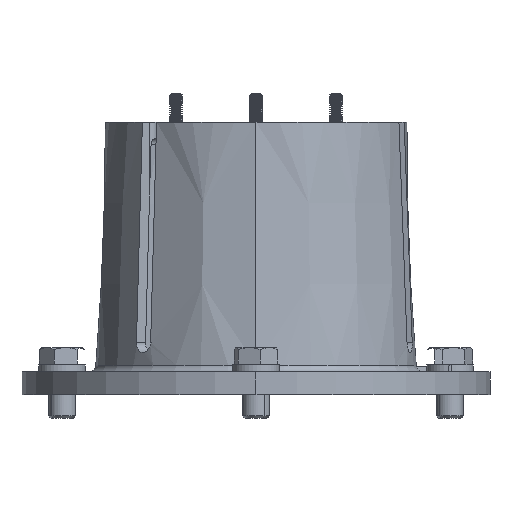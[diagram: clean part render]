
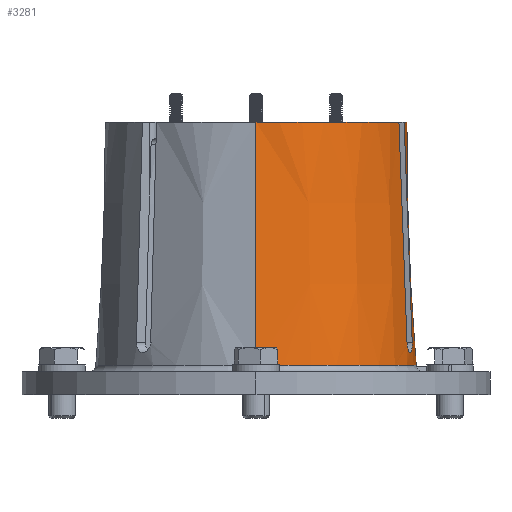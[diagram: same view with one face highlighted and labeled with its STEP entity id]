
A CAD part, front view. The second image highlights one B-rep face of the part: STEP entity #3281.
In plain terms, the highlighted conical face has half-angle 2.173 degrees and reference radius 71.705 mm.
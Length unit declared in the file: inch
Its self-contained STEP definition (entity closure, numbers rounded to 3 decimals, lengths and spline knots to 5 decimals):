
#44 = CARTESIAN_POINT ( 'NONE',  ( 2.91701, -0.62718, 0.77075 ) ) ;
#102 = CARTESIAN_POINT ( 'NONE',  ( 0., -2.82303, 5.005 ) ) ;
#119 = CARTESIAN_POINT ( 'NONE',  ( 2.86815, -0.83095, 0.70704 ) ) ;
#190 = CARTESIAN_POINT ( 'NONE',  ( 2.82357, -0.95069, 0.885 ) ) ;
#688 = CARTESIAN_POINT ( 'NONE',  ( 2.79211, -0.55403, 4.38501 ) ) ;
#911 = VERTEX_POINT ( 'NONE', #18107 ) ;
#1581 = AXIS2_PLACEMENT_3D ( 'NONE', #2845, #15106, #4618 ) ;
#1801 = CARTESIAN_POINT ( 'NONE',  ( 2.91259, -0.65207, 0.74381 ) ) ;
#1885 = ORIENTED_EDGE ( 'NONE', *, *, #12393, .T. ) ;
#1889 = CARTESIAN_POINT ( 'NONE',  ( 2.85803, -0.86311, 0.7223 ) ) ;
#2007 = EDGE_CURVE ( 'NONE', #6652, #911, #3065, .T. ) ;
#2462 = CARTESIAN_POINT ( 'NONE',  ( 2.87779, -0.57699, 2.05167 ) ) ;
#2845 = CARTESIAN_POINT ( 'NONE',  ( 0., 0., 0.46026 ) ) ;
#3065 = B_SPLINE_CURVE_WITH_KNOTS ( 'NONE', 3,
 ( #21918, #9708, #14958, #4473, #16737, #6249, #18505 ),
 .UNSPECIFIED., .F., .F.,
 ( 4, 3, 4 ),
 ( 0., 0.08896, 0.10472 ),
 .UNSPECIFIED. ) ;
#3281 = ADVANCED_FACE ( 'NONE', ( #15342 ), #4939, .T. ) ;
#3495 = CARTESIAN_POINT ( 'NONE',  ( 2.92063, -0.58847, 0.885 ) ) ;
#3588 = CARTESIAN_POINT ( 'NONE',  ( 2.9067, -0.68146, 0.72234 ) ) ;
#3655 = CARTESIAN_POINT ( 'NONE',  ( 2.84848, -0.89139, 0.74362 ) ) ;
#3899 = ORIENTED_EDGE ( 'NONE', *, *, #15653, .T. ) ;
#4473 = CARTESIAN_POINT ( 'NONE',  ( 2.69505, -0.91625, 4.38501 ) ) ;
#4554 = VERTEX_POINT ( 'NONE', #13554 ) ;
#4609 = EDGE_LOOP ( 'NONE', ( #15431, #22508, #14405, #21052, #1885, #3899, #9541, #11697 ) ) ;
#4618 = DIRECTION ( 'NONE',  ( 0., 1., 0. ) ) ;
#4939 = CONICAL_SURFACE ( 'NONE', #21820, 2.82303, 0.038 ) ;
#5347 = CARTESIAN_POINT ( 'NONE',  ( 2.89943, -0.71417, 0.70714 ) ) ;
#5420 = CARTESIAN_POINT ( 'NONE',  ( 2.83983, -0.91523, 0.77058 ) ) ;
#5449 = CARTESIAN_POINT ( 'NONE',  ( 0., 0., 5.005 ) ) ;
#5906 = EDGE_CURVE ( 'NONE', #7644, #7068, #7852, .T. ) ;
#6197 = CIRCLE ( 'NONE', #14646, 2.82303 ) ;
#6249 = CARTESIAN_POINT ( 'NONE',  ( 2.67987, -0.91218, 4.79834 ) ) ;
#6652 = VERTEX_POINT ( 'NONE', #19698 ) ;
#6706 = B_SPLINE_CURVE_WITH_KNOTS ( 'NONE', 3,
 ( #3495, #10484, #7033, #19253, #8790, #21008, #10555, #44, #12296, #1801, #14083, #3588, #15810, #5347, #17589, #7116, #19322, #8870, #21092, #10622, #119, #12376, #1889, #14152, #3655, #15884, #5420, #17665, #7189, #19397, #8939, #21160, #10701, #190 ),
 .UNSPECIFIED., .F., .F.,
 ( 4, 2, 2, 2, 2, 2, 2, 2, 2, 2, 2, 2, 2, 2, 2, 2, 4 ),
 ( 0., 0.00093, 0.00186, 0.00279, 0.00373, 0.00466, 0.00559, 0.00652, 0.00745, 0.00838, 0.00931, 0.01025, 0.01118, 0.01211, 0.01304, 0.01397, 0.0149 ),
 .UNSPECIFIED. ) ;
#7033 = CARTESIAN_POINT ( 'NONE',  ( 2.92129, -0.5899, 0.86043 ) ) ;
#7060 = EDGE_CURVE ( 'NONE', #8582, #4554, #16460, .T. ) ;
#7068 = VERTEX_POINT ( 'NONE', #8921 ) ;
#7116 = CARTESIAN_POINT ( 'NONE',  ( 2.89091, -0.7492, 0.6987 ) ) ;
#7189 = CARTESIAN_POINT ( 'NONE',  ( 2.83265, -0.93344, 0.80182 ) ) ;
#7218 = DIRECTION ( 'NONE',  ( 0., 1., 0. ) ) ;
#7644 = VERTEX_POINT ( 'NONE', #13164 ) ;
#7688 = CARTESIAN_POINT ( 'NONE',  ( 2.77693, -0.54996, 4.79834 ) ) ;
#7852 = LINE ( 'NONE', #10288, #21781 ) ;
#8582 = VERTEX_POINT ( 'NONE', #19926 ) ;
#8790 = CARTESIAN_POINT ( 'NONE',  ( 2.92094, -0.59847, 0.82457 ) ) ;
#8870 = CARTESIAN_POINT ( 'NONE',  ( 2.88155, -0.78464, 0.69749 ) ) ;
#8921 = CARTESIAN_POINT ( 'NONE',  ( 0., 2.99544, 0.46026 ) ) ;
#8939 = CARTESIAN_POINT ( 'NONE',  ( 2.82729, -0.94542, 0.8362 ) ) ;
#8940 = CARTESIAN_POINT ( 'NONE',  ( 0., 0., 5.005 ) ) ;
#9541 = ORIENTED_EDGE ( 'NONE', *, *, #20611, .T. ) ;
#9708 = CARTESIAN_POINT ( 'NONE',  ( 2.78074, -0.93921, 2.05167 ) ) ;
#10144 = VERTEX_POINT ( 'NONE', #20038 ) ;
#10288 = CARTESIAN_POINT ( 'NONE',  ( 0., 2.82303, 5.005 ) ) ;
#10484 = CARTESIAN_POINT ( 'NONE',  ( 2.92109, -0.58859, 0.87261 ) ) ;
#10555 = CARTESIAN_POINT ( 'NONE',  ( 2.91909, -0.61366, 0.79111 ) ) ;
#10622 = CARTESIAN_POINT ( 'NONE',  ( 2.87152, -0.81974, 0.70349 ) ) ;
#10701 = CARTESIAN_POINT ( 'NONE',  ( 2.82403, -0.95081, 0.87261 ) ) ;
#10702 = DIRECTION ( 'NONE',  ( 0., 1., 0. ) ) ;
#10841 = EDGE_CURVE ( 'NONE', #911, #8582, #20727, .T. ) ;
#11173 = EDGE_CURVE ( 'NONE', #4554, #7068, #18809, .T. ) ;
#11209 = CARTESIAN_POINT ( 'NONE',  ( 2.78452, -0.552, 4.59167 ) ) ;
#11697 = ORIENTED_EDGE ( 'NONE', *, *, #2007, .T. ) ;
#12296 = CARTESIAN_POINT ( 'NONE',  ( 2.91569, -0.63501, 0.7611 ) ) ;
#12376 = CARTESIAN_POINT ( 'NONE',  ( 2.8614, -0.85265, 0.71643 ) ) ;
#12393 = EDGE_CURVE ( 'NONE', #7644, #20179, #6197, .T. ) ;
#12976 = CARTESIAN_POINT ( 'NONE',  ( 2.83496, -0.56551, 3.21834 ) ) ;
#13164 = CARTESIAN_POINT ( 'NONE',  ( 0., 2.82303, 5.005 ) ) ;
#13554 = CARTESIAN_POINT ( 'NONE',  ( 0., -2.99544, 0.46026 ) ) ;
#13810 = CARTESIAN_POINT ( 'NONE',  ( 2.76934, -0.54793, 5.005 ) ) ;
#13931 = CARTESIAN_POINT ( 'NONE',  ( 0., 0., 5.005 ) ) ;
#14083 = CARTESIAN_POINT ( 'NONE',  ( 2.91081, -0.66136, 0.73605 ) ) ;
#14152 = CARTESIAN_POINT ( 'NONE',  ( 2.85159, -0.88242, 0.73587 ) ) ;
#14405 = ORIENTED_EDGE ( 'NONE', *, *, #11173, .T. ) ;
#14646 = AXIS2_PLACEMENT_3D ( 'NONE', #5449, #17688, #7218 ) ;
#14714 = CARTESIAN_POINT ( 'NONE',  ( 2.92063, -0.58847, 0.885 ) ) ;
#14958 = CARTESIAN_POINT ( 'NONE',  ( 2.7379, -0.92773, 3.21834 ) ) ;
#15106 = DIRECTION ( 'NONE',  ( 0., 0., 1. ) ) ;
#15342 = FACE_OUTER_BOUND ( 'NONE', #4609, .T. ) ;
#15431 = ORIENTED_EDGE ( 'NONE', *, *, #10841, .T. ) ;
#15653 = EDGE_CURVE ( 'NONE', #20179, #10144, #21101, .T. ) ;
#15681 = DIRECTION ( 'NONE',  ( 0., 1., 0. ) ) ;
#15810 = CARTESIAN_POINT ( 'NONE',  ( 2.9044, -0.69214, 0.7165 ) ) ;
#15884 = CARTESIAN_POINT ( 'NONE',  ( 2.84256, -0.90793, 0.76111 ) ) ;
#16460 = LINE ( 'NONE', #102, #20003 ) ;
#16527 = AXIS2_PLACEMENT_3D ( 'NONE', #8940, #21161, #10702 ) ;
#16737 = CARTESIAN_POINT ( 'NONE',  ( 2.68746, -0.91422, 4.59167 ) ) ;
#17589 = CARTESIAN_POINT ( 'NONE',  ( 2.89672, -0.72567, 0.70354 ) ) ;
#17665 = CARTESIAN_POINT ( 'NONE',  ( 2.83489, -0.92796, 0.79087 ) ) ;
#17688 = DIRECTION ( 'NONE',  ( 0., 0., -1. ) ) ;
#18107 = CARTESIAN_POINT ( 'NONE',  ( 2.67229, -0.91015, 5.005 ) ) ;
#18505 = CARTESIAN_POINT ( 'NONE',  ( 2.67229, -0.91015, 5.005 ) ) ;
#18809 = CIRCLE ( 'NONE', #1581, 2.99544 ) ;
#19112 = DIRECTION ( 'NONE',  ( 0., 0., -1. ) ) ;
#19253 = CARTESIAN_POINT ( 'NONE',  ( 2.92122, -0.59481, 0.83647 ) ) ;
#19322 = CARTESIAN_POINT ( 'NONE',  ( 2.88788, -0.76099, 0.69751 ) ) ;
#19397 = CARTESIAN_POINT ( 'NONE',  ( 2.82885, -0.94217, 0.82452 ) ) ;
#19698 = CARTESIAN_POINT ( 'NONE',  ( 2.82357, -0.95069, 0.885 ) ) ;
#19899 = CARTESIAN_POINT ( 'NONE',  ( 2.76934, -0.54793, 5.005 ) ) ;
#19926 = CARTESIAN_POINT ( 'NONE',  ( 0., -2.82303, 5.005 ) ) ;
#20003 = VECTOR ( 'NONE', #21067, 39.37008 ) ;
#20038 = CARTESIAN_POINT ( 'NONE',  ( 2.92063, -0.58847, 0.885 ) ) ;
#20179 = VERTEX_POINT ( 'NONE', #13810 ) ;
#20611 = EDGE_CURVE ( 'NONE', #10144, #6652, #6706, .T. ) ;
#20727 = CIRCLE ( 'NONE', #16527, 2.82303 ) ;
#21008 = CARTESIAN_POINT ( 'NONE',  ( 2.91987, -0.60792, 0.80188 ) ) ;
#21052 = ORIENTED_EDGE ( 'NONE', *, *, #5906, .F. ) ;
#21067 = DIRECTION ( 'NONE',  ( 0., -0.038, -0.999 ) ) ;
#21092 = CARTESIAN_POINT ( 'NONE',  ( 2.87821, -0.79662, 0.69871 ) ) ;
#21101 = B_SPLINE_CURVE_WITH_KNOTS ( 'NONE', 3,
 ( #19899, #7688, #11209, #688, #12976, #2462, #14714 ),
 .UNSPECIFIED., .F., .F.,
 ( 4, 3, 4 ),
 ( -0.01576, 0., 0.08896 ),
 .UNSPECIFIED. ) ;
#21160 = CARTESIAN_POINT ( 'NONE',  ( 2.82488, -0.94975, 0.86021 ) ) ;
#21161 = DIRECTION ( 'NONE',  ( 0., 0., -1. ) ) ;
#21781 = VECTOR ( 'NONE', #22527, 39.37008 ) ;
#21820 = AXIS2_PLACEMENT_3D ( 'NONE', #13931, #19112, #15681 ) ;
#21918 = CARTESIAN_POINT ( 'NONE',  ( 2.82357, -0.95069, 0.885 ) ) ;
#22508 = ORIENTED_EDGE ( 'NONE', *, *, #7060, .T. ) ;
#22527 = DIRECTION ( 'NONE',  ( 0., 0.038, -0.999 ) ) ;
